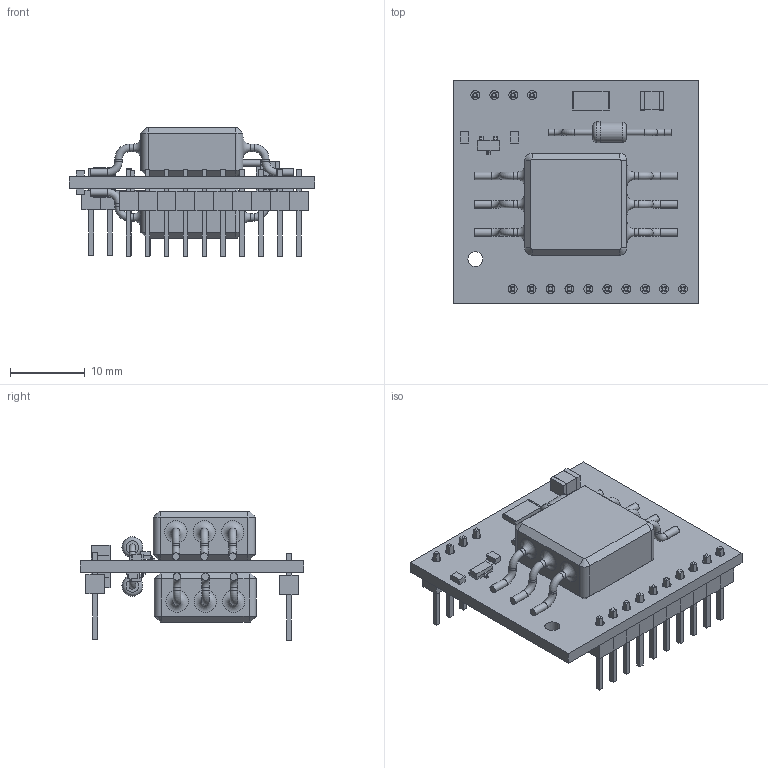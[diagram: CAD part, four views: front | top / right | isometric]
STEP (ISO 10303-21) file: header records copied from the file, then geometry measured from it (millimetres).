
FILE_DESCRIPTION(('KiCad electronic assembly'),'2;1');
FILE_NAME('bt_a.step','2020-04-16T16:19:23',('An Author'),('A Company'), 'Open CASCADE STEP processor 6.9','KiCad to STEP converter','Unknown' );
FILE_SCHEMA(('AUTOMOTIVE_DESIGN { 1 0 10303 214 1 1 1 1 }'));
Length unit declared in the file: millimetre
Products named in the file (18): Open CASCADE STEP translator 6.9 1; MOP-rele_2M420A4; SOLID; CAP_0603; SNP346-10BP21; COMPOUND; SNP346-4VP21; kd-3a_SMD; SOT-23; RES_2010_(0,5W); Cap_1210
Assembly tree (25 placements, depth 3):
  Open CASCADE STEP translator 6.9 1
    MOP-rele_2M420A4  x2
      SOLID
    CAP_0603  x4
      SOLID
    SNP346-10BP21
      COMPOUND
    SNP346-4VP21
      COMPOUND
    kd-3a_SMD  x2
      SOLID
    SOT-23  x2
      SOLID
    RES_2010_(0,5W)  x2
      SOLID
    Cap_1210  x2
      SOLID
    COMPOUND
Bounding box: 33 x 30 x 17.43 mm (x, y, z)
Volume: 4456 mm3; surface area: 5149.6 mm2
Topology: 29 solids, 29 shells, 743 faces, 1710 edges, 1078 vertices
Faces by surface type: plane 584, cylinder 95, torus 48, cone 16
Full cylindrical faces by diameter (mm): 0.86 x8, 1 x36, 1.2 x14, 2 x1, 2.7 x2, 2.8 x2
Entity records: 35143 total; most frequent: CARTESIAN_POINT 6043, DIRECTION 4805, LINE 3317, VECTOR 3317, ORIENTED_EDGE 2422, PCURVE 2422, DEFINITIONAL_REPRESENTATION 2422, EDGE_CURVE 1211
